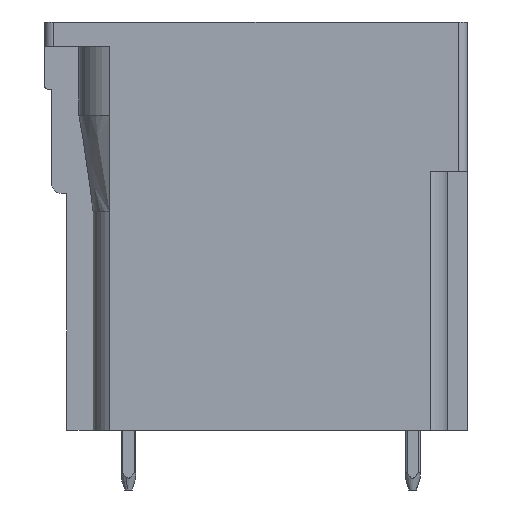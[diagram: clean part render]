
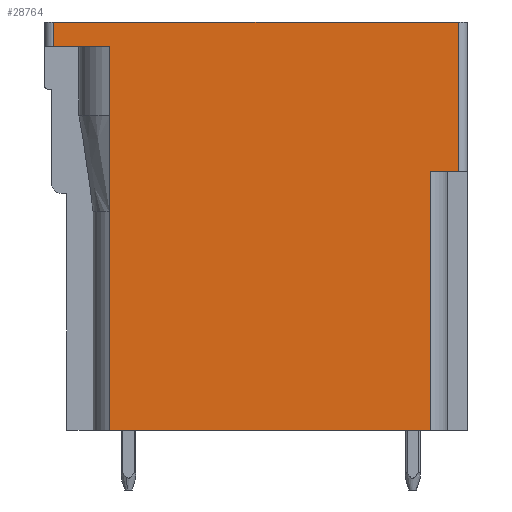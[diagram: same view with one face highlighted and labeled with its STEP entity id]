
A CAD part, left-side view. The second image highlights one B-rep face of the part: STEP entity #28764.
In plain terms, the highlighted planar face has unit normal (-1, 0, 0).
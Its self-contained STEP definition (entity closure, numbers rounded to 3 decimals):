
#28740=AXIS2_PLACEMENT_3D('Plane Axis2P3D',#28737,#28738,#28739) ;
#110=CARTESIAN_POINT('Vertex',(0.,22.2,25.1)) ;
#113=CARTESIAN_POINT('Line Origine',(0.,11.35,25.1)) ;
#117=CARTESIAN_POINT('Vertex',(0.,0.5,25.1)) ;
#3451=CARTESIAN_POINT('Vertex',(0.,2.,3.2)) ;
#3467=CARTESIAN_POINT('Vertex',(0.,2.,17.1)) ;
#3470=CARTESIAN_POINT('Line Origine',(0.,2.,10.15)) ;
#22952=CARTESIAN_POINT('Vertex',(0.,0.5,17.1)) ;
#22955=CARTESIAN_POINT('Line Origine',(0.,1.25,17.1)) ;
#27842=CARTESIAN_POINT('Line Origine',(0.,0.5,14.15)) ;
#28304=CARTESIAN_POINT('Line Origine',(0.,10.6,3.2)) ;
#28308=CARTESIAN_POINT('Vertex',(0.,19.2,3.2)) ;
#28718=CARTESIAN_POINT('Line Origine',(0.,22.2,14.15)) ;
#28722=CARTESIAN_POINT('Vertex',(0.,22.2,23.8)) ;
#28737=CARTESIAN_POINT('Axis2P3D Location',(0.,0.,0.)) ;
#28742=CARTESIAN_POINT('Line Origine',(0.,20.7,23.8)) ;
#28746=CARTESIAN_POINT('Vertex',(0.,19.2,23.8)) ;
#28749=CARTESIAN_POINT('Line Origine',(0.,19.2,13.5)) ;
#114=DIRECTION('Vector Direction',(0.,-1.,0.)) ;
#3471=DIRECTION('Vector Direction',(0.,0.,1.)) ;
#22956=DIRECTION('Vector Direction',(0.,-1.,0.)) ;
#27843=DIRECTION('Vector Direction',(0.,0.,1.)) ;
#28305=DIRECTION('Vector Direction',(0.,-1.,0.)) ;
#28719=DIRECTION('Vector Direction',(0.,0.,1.)) ;
#28738=DIRECTION('Axis2P3D Direction',(-1.,0.,0.)) ;
#28739=DIRECTION('Axis2P3D XDirection',(0.,0.,1.)) ;
#28743=DIRECTION('Vector Direction',(0.,-1.,0.)) ;
#28750=DIRECTION('Vector Direction',(0.,0.,1.)) ;
#115=VECTOR('Line Direction',#114,1.) ;
#3472=VECTOR('Line Direction',#3471,1.) ;
#22957=VECTOR('Line Direction',#22956,1.) ;
#27844=VECTOR('Line Direction',#27843,1.) ;
#28306=VECTOR('Line Direction',#28305,1.) ;
#28720=VECTOR('Line Direction',#28719,1.) ;
#28744=VECTOR('Line Direction',#28743,1.) ;
#28751=VECTOR('Line Direction',#28750,1.) ;
#28755=ORIENTED_EDGE('',*,*,#28310,.T.) ;
#28756=ORIENTED_EDGE('',*,*,#3474,.T.) ;
#28757=ORIENTED_EDGE('',*,*,#22959,.F.) ;
#28758=ORIENTED_EDGE('',*,*,#27846,.T.) ;
#28759=ORIENTED_EDGE('',*,*,#119,.T.) ;
#28760=ORIENTED_EDGE('',*,*,#28724,.T.) ;
#28761=ORIENTED_EDGE('',*,*,#28748,.F.) ;
#28762=ORIENTED_EDGE('',*,*,#28753,.F.) ;
#28764=ADVANCED_FACE('HOUSING',(#28763),#28741,.T.) ;
#119=EDGE_CURVE('',#118,#111,#116,.F.) ;
#3474=EDGE_CURVE('',#3452,#3468,#3473,.T.) ;
#22959=EDGE_CURVE('',#22953,#3468,#22958,.F.) ;
#27846=EDGE_CURVE('',#22953,#118,#27845,.T.) ;
#28310=EDGE_CURVE('',#28309,#3452,#28307,.T.) ;
#28724=EDGE_CURVE('',#111,#28723,#28721,.F.) ;
#28748=EDGE_CURVE('',#28747,#28723,#28745,.F.) ;
#28753=EDGE_CURVE('',#28309,#28747,#28752,.T.) ;
#28754=EDGE_LOOP('',(#28755,#28756,#28757,#28758,#28759,#28760,#28761,#28762)) ;
#28763=FACE_OUTER_BOUND('',#28754,.T.) ;
#116=LINE('Line',#113,#115) ;
#3473=LINE('Line',#3470,#3472) ;
#22958=LINE('Line',#22955,#22957) ;
#27845=LINE('Line',#27842,#27844) ;
#28307=LINE('Line',#28304,#28306) ;
#28721=LINE('Line',#28718,#28720) ;
#28745=LINE('Line',#28742,#28744) ;
#28752=LINE('Line',#28749,#28751) ;
#28741=PLANE('',#28740) ;
#111=VERTEX_POINT('',#110) ;
#118=VERTEX_POINT('',#117) ;
#3452=VERTEX_POINT('',#3451) ;
#3468=VERTEX_POINT('',#3467) ;
#22953=VERTEX_POINT('',#22952) ;
#28309=VERTEX_POINT('',#28308) ;
#28723=VERTEX_POINT('',#28722) ;
#28747=VERTEX_POINT('',#28746) ;
